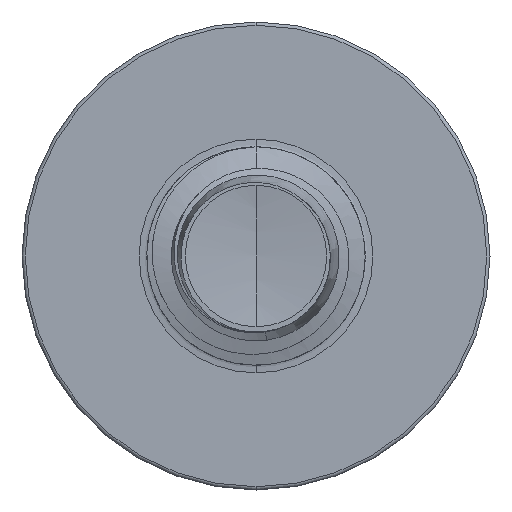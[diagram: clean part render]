
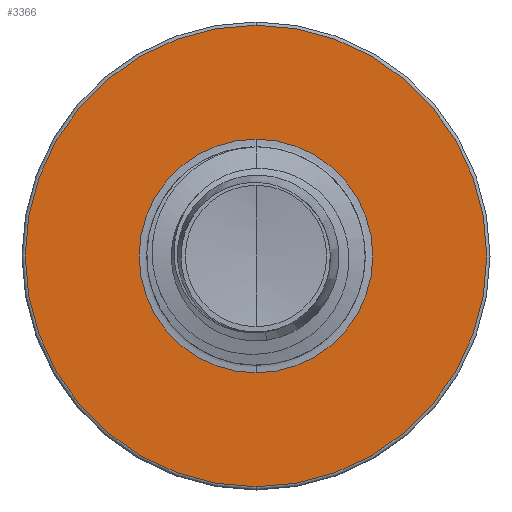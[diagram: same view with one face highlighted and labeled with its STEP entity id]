
A CAD part, front view. The second image highlights one B-rep face of the part: STEP entity #3366.
In plain terms, the highlighted planar face has unit normal (0, -1, 0).
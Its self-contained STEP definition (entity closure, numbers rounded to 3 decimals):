
#223 = EDGE_LOOP ( 'NONE', ( #15892, #5943 ) ) ;
#244 = CARTESIAN_POINT ( 'NONE',  ( 0., 4.5, -3.697 ) ) ;
#798 = VERTEX_POINT ( 'NONE', #244 ) ;
#1825 = DIRECTION ( 'NONE',  ( 0., 1., 0. ) ) ;
#2173 = EDGE_CURVE ( 'NONE', #8803, #798, #14216, .T. ) ;
#2318 = ORIENTED_EDGE ( 'NONE', *, *, #8902, .T. ) ;
#2322 = CARTESIAN_POINT ( 'NONE',  ( 0., 4.5, 0. ) ) ;
#2417 = VERTEX_POINT ( 'NONE', #6453 ) ;
#2690 = CARTESIAN_POINT ( 'NONE',  ( 0., 4.5, 3.698 ) ) ;
#3366 = ADVANCED_FACE ( 'NONE', ( #4960, #14382 ), #5289, .F. ) ;
#3912 = DIRECTION ( 'NONE',  ( 0., 0., 1. ) ) ;
#4488 = CIRCLE ( 'NONE', #9299, 1.872 ) ;
#4960 = FACE_OUTER_BOUND ( 'NONE', #223, .T. ) ;
#5014 = DIRECTION ( 'NONE',  ( 0., 0., 1. ) ) ;
#5017 = DIRECTION ( 'NONE',  ( 0., 1., 0. ) ) ;
#5289 = PLANE ( 'NONE',  #8563 ) ;
#5354 = CARTESIAN_POINT ( 'NONE',  ( 0., 4.5, -1.872 ) ) ;
#5943 = ORIENTED_EDGE ( 'NONE', *, *, #12472, .F. ) ;
#5953 = DIRECTION ( 'NONE',  ( 0., 1., 0. ) ) ;
#6453 = CARTESIAN_POINT ( 'NONE',  ( 0., 4.5, -1.872 ) ) ;
#7467 = DIRECTION ( 'NONE',  ( 0., 1., 0. ) ) ;
#7483 = CARTESIAN_POINT ( 'NONE',  ( 0., 4.5, 0. ) ) ;
#7544 = DIRECTION ( 'NONE',  ( 0., 0., 1. ) ) ;
#8159 = EDGE_CURVE ( 'NONE', #2417, #8972, #14202, .T. ) ;
#8563 = AXIS2_PLACEMENT_3D ( 'NONE', #5354, #5017, #5014 ) ;
#8803 = VERTEX_POINT ( 'NONE', #2690 ) ;
#8902 = EDGE_CURVE ( 'NONE', #8972, #2417, #4488, .T. ) ;
#8972 = VERTEX_POINT ( 'NONE', #13369 ) ;
#9299 = AXIS2_PLACEMENT_3D ( 'NONE', #13289, #5953, #14348 ) ;
#10419 = CARTESIAN_POINT ( 'NONE',  ( 0., 4.5, 0. ) ) ;
#10445 = CIRCLE ( 'NONE', #13528, 3.698 ) ;
#10463 = EDGE_LOOP ( 'NONE', ( #2318, #16062 ) ) ;
#10816 = AXIS2_PLACEMENT_3D ( 'NONE', #7483, #7467, #7544 ) ;
#11541 = DIRECTION ( 'NONE',  ( 0., 0., 1. ) ) ;
#11862 = DIRECTION ( 'NONE',  ( 0., 1., 0. ) ) ;
#12472 = EDGE_CURVE ( 'NONE', #798, #8803, #10445, .T. ) ;
#13289 = CARTESIAN_POINT ( 'NONE',  ( 0., 4.5, 0. ) ) ;
#13336 = AXIS2_PLACEMENT_3D ( 'NONE', #2322, #11862, #3912 ) ;
#13369 = CARTESIAN_POINT ( 'NONE',  ( 0., 4.5, 1.872 ) ) ;
#13528 = AXIS2_PLACEMENT_3D ( 'NONE', #10419, #1825, #11541 ) ;
#14202 = CIRCLE ( 'NONE', #13336, 1.872 ) ;
#14216 = CIRCLE ( 'NONE', #10816, 3.698 ) ;
#14348 = DIRECTION ( 'NONE',  ( 0., 0., 1. ) ) ;
#14382 = FACE_BOUND ( 'NONE', #10463, .T. ) ;
#15892 = ORIENTED_EDGE ( 'NONE', *, *, #2173, .F. ) ;
#16062 = ORIENTED_EDGE ( 'NONE', *, *, #8159, .T. ) ;
